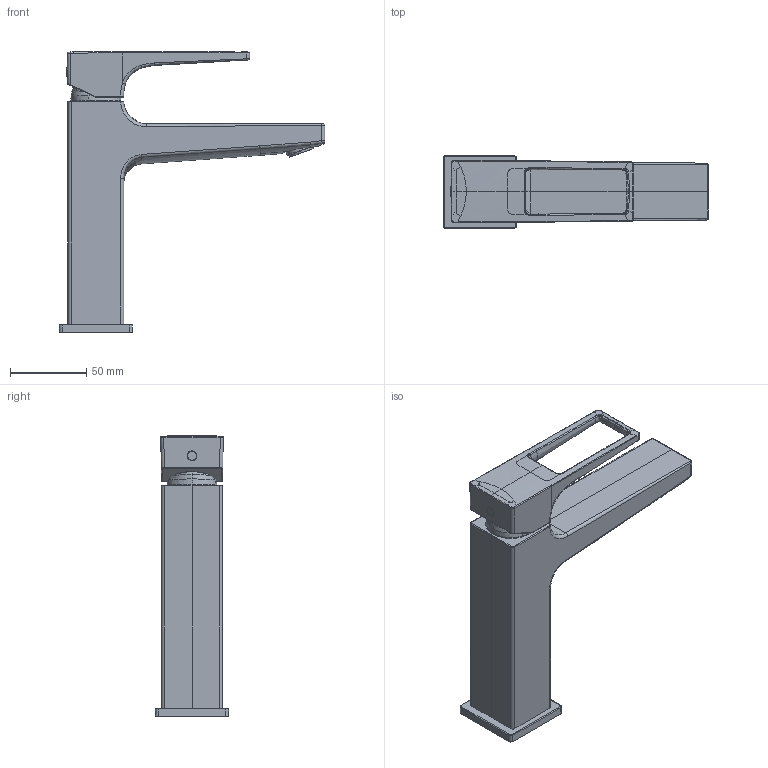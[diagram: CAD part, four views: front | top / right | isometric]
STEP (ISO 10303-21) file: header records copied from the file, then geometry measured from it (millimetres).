
FILE_DESCRIPTION(('CAx-IF Rec.Pracs.---Model Styling and Organization---1.2---2011-12-15','CAx-IF Rec.Pracs.---Geometric and Assembly Validation Properties---4.1---2014-06-16','CAx-IF Rec.Pracs.---PMI Polyline Presentation---2.0---2013-05-24'),'2;1');
FILE_NAME('1000106820_PPR_000.stp','2016-08-22T05:37:53+02:00',(''),(''),'STEP Interface 4.0.1101 by CT CoreTechnologie','3D_Evolution4.0.1101 by CT CoreTechnologie','');
FILE_SCHEMA(('AP203_CONFIGURATION_CONTROLLED_3D_DESIGN_OF_MECHANICAL_PARTS_AND_ASSEMBLIES_MIM_LF'));
Length unit declared in the file: millimetre
Products named in the file (8): P_2 HG Metropol WTM 110 BGriff Push chr. 1000106820_PPR_000_A0; SR_SHO_SC_1,5gpm_air_gr黱 1000101269_PPR_000_A1; SR_SHO_SC_1,5gpm_air_gr黱_Dummy 1000101184_PPA_000_A1; P_2 Rosette_M25_Talis_S3 1000097901_PPA_000_A0; Griffstopfen WTM Bouroullec 1000052558_PPA_000_A0; P_2 Griff_Rail_M25_VHG_Metris Next 1000106201_PPA_000_A0; P_2 Rosette_WTM_Metris_Next 1000105903_PPA_000_A0; P_2 GK_WTM_110_o.Z._Metris_Next 1000106187_PPA_000_A0
Assembly tree (7 placements, depth 3):
  P_2 HG Metropol WTM 110 BGriff Push chr. 1000106820_PPR_000_A0
    SR_SHO_SC_1,5gpm_air_gr黱 1000101269_PPR_000_A1
      SR_SHO_SC_1,5gpm_air_gr黱_Dummy 1000101184_PPA_000_A1
    P_2 Rosette_M25_Talis_S3 1000097901_PPA_000_A0
    Griffstopfen WTM Bouroullec 1000052558_PPA_000_A0
    P_2 Griff_Rail_M25_VHG_Metris Next 1000106201_PPA_000_A0
    P_2 Rosette_WTM_Metris_Next 1000105903_PPA_000_A0
    P_2 GK_WTM_110_o.Z._Metris_Next 1000106187_PPA_000_A0
Bounding box: 174.05 x 48 x 184.16 mm (x, y, z)
Volume: 389646 mm3; surface area: 60969.7 mm2
Topology: 6 solids, 14 shells, 1181 faces, 3203 edges, 2030 vertices
Faces by surface type: plane 492, bspline 363, cylinder 326
Entity records: 66762 total; most frequent: CARTESIAN_POINT 24930, ORIENTED_EDGE 6366, DIRECTION 6024, EDGE_CURVE 3183, AXIS2_PLACEMENT_3D 2196, VERTEX_POINT 2030, VECTOR 1632, LINE 1632
